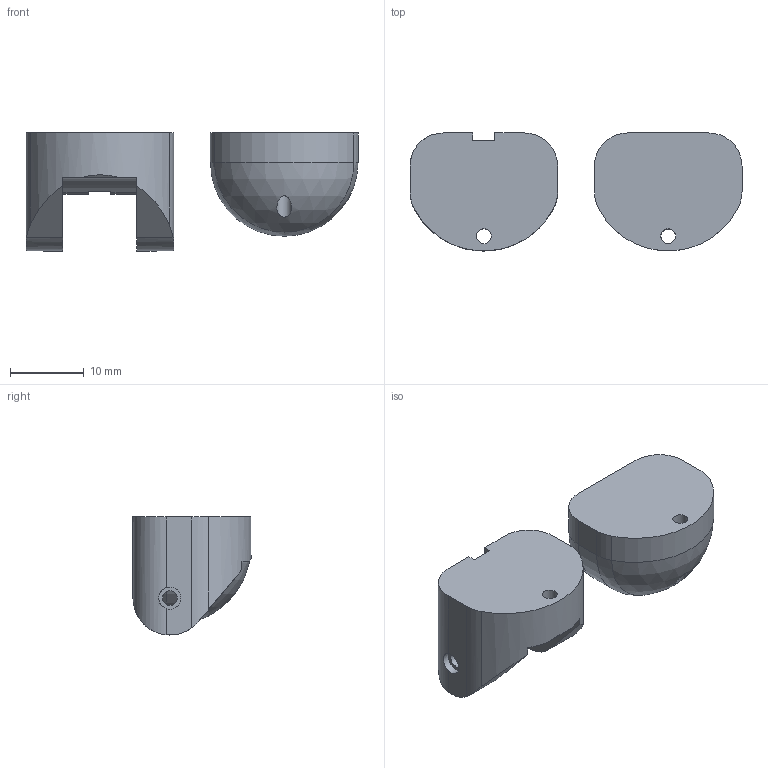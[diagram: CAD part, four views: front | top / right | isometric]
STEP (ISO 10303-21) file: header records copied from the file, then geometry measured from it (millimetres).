
FILE_DESCRIPTION(/* description */ (''),/* implementation_level */ '2;1');
FILE_NAME(/* name */ '1 splitted v2.step',/* time_stamp */ '2022-03-05T21:51:12+03:00',/* author */ (''),/* organization */ (''),/* preprocessor_version */ 'ST-DEVELOPER v18.1',/* originating_system */ 'Autodesk Translation Framework v10.13.0.1454',/* authorisation */ '');
FILE_SCHEMA (('AUTOMOTIVE_DESIGN { 1 0 10303 214 3 1 1 }'));
Length unit declared in the file: millimetre
Products named in the file (1): 1 splitted
Bounding box: 45 x 16 x 16 mm (x, y, z)
Volume: 5544 mm3; surface area: 2718.8 mm2
Topology: 2 solids, 2 shells, 45 faces, 120 edges, 78 vertices
Faces by surface type: cylinder 21, plane 19, torus 3, sphere 1, bspline 1
Full cylindrical faces by diameter (mm): 2 x4, 3 x1
Entity records: 1561 total; most frequent: CARTESIAN_POINT 360, DIRECTION 254, ORIENTED_EDGE 240, EDGE_CURVE 120, AXIS2_PLACEMENT_3D 98, VERTEX_POINT 78, LINE 58, VECTOR 58
